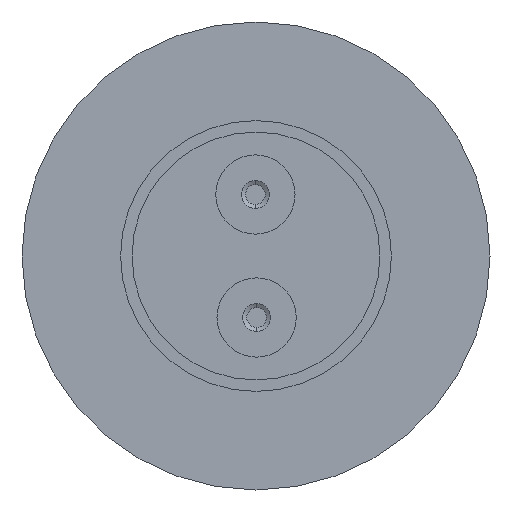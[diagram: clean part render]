
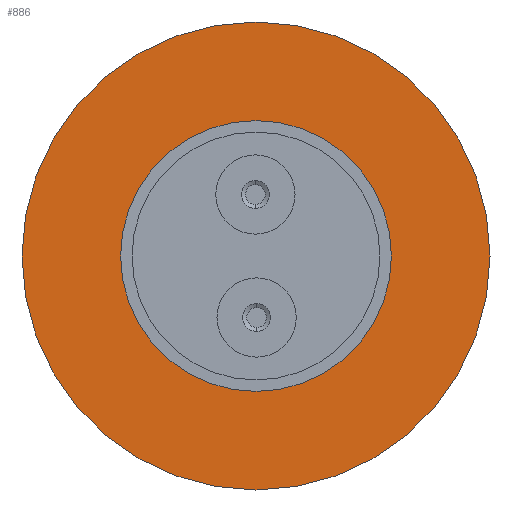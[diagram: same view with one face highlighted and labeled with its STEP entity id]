
A CAD part, front view. The second image highlights one B-rep face of the part: STEP entity #886.
In plain terms, the highlighted planar face has unit normal (0, -1, 0).
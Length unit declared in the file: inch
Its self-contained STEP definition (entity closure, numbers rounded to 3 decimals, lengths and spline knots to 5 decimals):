
#29 = DIRECTION ( 'NONE',  ( 0., -1., 0. ) ) ;
#176 = CARTESIAN_POINT ( 'NONE',  ( 0., 0., 0. ) ) ;
#181 = DIRECTION ( 'NONE',  ( 0., 0., 1. ) ) ;
#184 = DIRECTION ( 'NONE',  ( 0., -1., 0. ) ) ;
#186 = CARTESIAN_POINT ( 'NONE',  ( 0., 0., 0. ) ) ;
#233 = CARTESIAN_POINT ( 'NONE',  ( 0., 0., 0. ) ) ;
#380 = DIRECTION ( 'NONE',  ( 0., 0., 1. ) ) ;
#381 = DIRECTION ( 'NONE',  ( 0., -1., 0. ) ) ;
#382 = CARTESIAN_POINT ( 'NONE',  ( 0., 0., 0. ) ) ;
#416 = DIRECTION ( 'NONE',  ( 0., 0., 1. ) ) ;
#428 = DIRECTION ( 'NONE',  ( 0., 0., 1. ) ) ;
#430 = DIRECTION ( 'NONE',  ( 0., -1., 0. ) ) ;
#469 = AXIS2_PLACEMENT_3D ( 'NONE', #186, #184, #181 ) ;
#484 = AXIS2_PLACEMENT_3D ( 'NONE', #382, #381, #380 ) ;
#532 = AXIS2_PLACEMENT_3D ( 'NONE', #233, #430, #428 ) ;
#553 = AXIS2_PLACEMENT_3D ( 'NONE', #176, #29, #416 ) ;
#560 = EDGE_CURVE ( 'NONE', #1425, #1411, #1258, .T. ) ;
#584 = EDGE_CURVE ( 'NONE', #1453, #1431, #1229, .T. ) ;
#646 = AXIS2_PLACEMENT_3D ( 'NONE', #1900, #1892, #1891 ) ;
#743 = EDGE_CURVE ( 'NONE', #1431, #1453, #1084, .T. ) ;
#767 = EDGE_CURVE ( 'NONE', #1411, #1425, #1045, .T. ) ;
#886 = ADVANCED_FACE ( 'NONE', ( #2165, #2150 ), #1894, .F. ) ;
#917 = EDGE_LOOP ( 'NONE', ( #1560, #1299 ) ) ;
#1045 = CIRCLE ( 'NONE', #469, 0.3415 ) ;
#1084 = CIRCLE ( 'NONE', #484, 0.59 ) ;
#1124 = EDGE_LOOP ( 'NONE', ( #1242, #1197 ) ) ;
#1197 = ORIENTED_EDGE ( 'NONE', *, *, #767, .F. ) ;
#1229 = CIRCLE ( 'NONE', #532, 0.59 ) ;
#1242 = ORIENTED_EDGE ( 'NONE', *, *, #560, .F. ) ;
#1258 = CIRCLE ( 'NONE', #553, 0.3415 ) ;
#1299 = ORIENTED_EDGE ( 'NONE', *, *, #584, .T. ) ;
#1411 = VERTEX_POINT ( 'NONE', #1849 ) ;
#1425 = VERTEX_POINT ( 'NONE', #1835 ) ;
#1431 = VERTEX_POINT ( 'NONE', #1830 ) ;
#1453 = VERTEX_POINT ( 'NONE', #1805 ) ;
#1560 = ORIENTED_EDGE ( 'NONE', *, *, #743, .T. ) ;
#1805 = CARTESIAN_POINT ( 'NONE',  ( 0., 0., -0.59 ) ) ;
#1830 = CARTESIAN_POINT ( 'NONE',  ( 0., 0., 0.59 ) ) ;
#1835 = CARTESIAN_POINT ( 'NONE',  ( 0., 0., 0.3415 ) ) ;
#1849 = CARTESIAN_POINT ( 'NONE',  ( 0., 0., -0.3415 ) ) ;
#1891 = DIRECTION ( 'NONE',  ( 0., 0., -1. ) ) ;
#1892 = DIRECTION ( 'NONE',  ( 0., 1., 0. ) ) ;
#1894 = PLANE ( 'NONE',  #646 ) ;
#1900 = CARTESIAN_POINT ( 'NONE',  ( -0.59, 0., 0. ) ) ;
#2150 = FACE_OUTER_BOUND ( 'NONE', #917, .T. ) ;
#2165 = FACE_BOUND ( 'NONE', #1124, .T. ) ;
